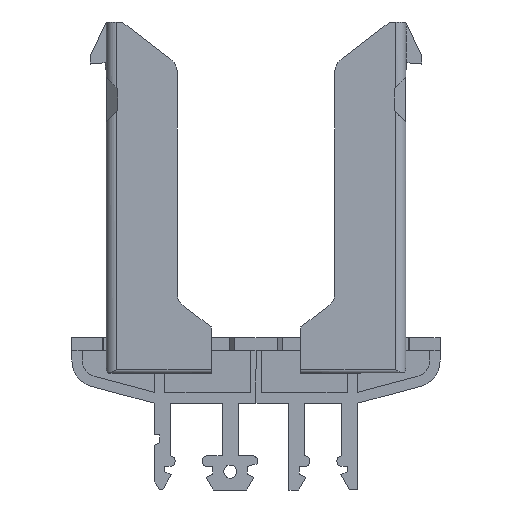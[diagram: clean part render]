
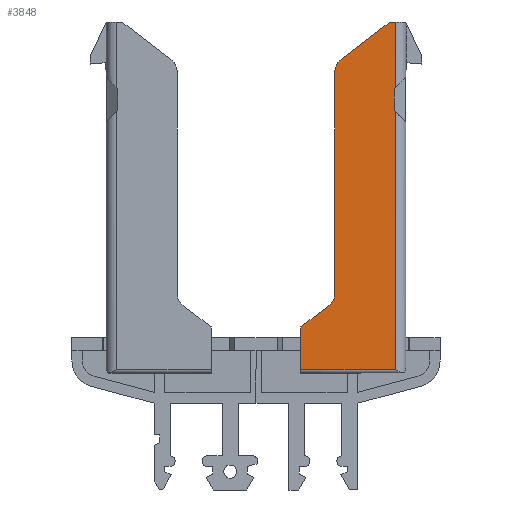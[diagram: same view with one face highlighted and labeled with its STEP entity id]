
A CAD part, front view. The second image highlights one B-rep face of the part: STEP entity #3848.
In plain terms, the highlighted planar face has unit normal (0, -1, 0).
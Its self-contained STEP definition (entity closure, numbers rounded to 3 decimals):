
#3433=CIRCLE('',#16651,3.);
#3435=CIRCLE('',#16655,3.);
#3848=ADVANCED_FACE('',(#5060),#4462,.T.);
#4462=PLANE('',#16676);
#5060=FACE_OUTER_BOUND('',#5689,.T.);
#5689=EDGE_LOOP('',(#7955,#7956,#7957,#7958,#7959,#7960,#7961,#7962,#7963,
#7964,#7965,#7966,#7967));
#7955=ORIENTED_EDGE('',*,*,#11714,.T.);
#7956=ORIENTED_EDGE('',*,*,#11784,.T.);
#7957=ORIENTED_EDGE('',*,*,#11783,.F.);
#7958=ORIENTED_EDGE('',*,*,#11775,.T.);
#7959=ORIENTED_EDGE('',*,*,#11774,.T.);
#7960=ORIENTED_EDGE('',*,*,#11739,.F.);
#7961=ORIENTED_EDGE('',*,*,#11736,.F.);
#7962=ORIENTED_EDGE('',*,*,#11733,.F.);
#7963=ORIENTED_EDGE('',*,*,#11732,.T.);
#7964=ORIENTED_EDGE('',*,*,#11744,.T.);
#7965=ORIENTED_EDGE('',*,*,#11727,.T.);
#7966=ORIENTED_EDGE('',*,*,#11721,.F.);
#7967=ORIENTED_EDGE('',*,*,#11718,.T.);
#10223=VERTEX_POINT('',#22556);
#10225=VERTEX_POINT('',#22560);
#10228=VERTEX_POINT('',#22570);
#10230=VERTEX_POINT('',#22576);
#10233=VERTEX_POINT('',#22602);
#10235=VERTEX_POINT('',#22607);
#10237=VERTEX_POINT('',#22611);
#10238=VERTEX_POINT('',#22615);
#10240=VERTEX_POINT('',#22621);
#10242=VERTEX_POINT('',#22627);
#10263=VERTEX_POINT('',#22693);
#10264=VERTEX_POINT('',#22697);
#10267=VERTEX_POINT('',#22707);
#11714=EDGE_CURVE('',#10223,#10225,#13411,.T.);
#11718=EDGE_CURVE('',#10228,#10223,#13415,.T.);
#11721=EDGE_CURVE('',#10228,#10230,#13417,.T.);
#11727=EDGE_CURVE('',#10233,#10230,#13421,.T.);
#11732=EDGE_CURVE('',#10235,#10237,#13425,.T.);
#11733=EDGE_CURVE('',#10235,#10238,#3433,.T.);
#11736=EDGE_CURVE('',#10238,#10240,#13427,.T.);
#11739=EDGE_CURVE('',#10240,#10242,#3435,.T.);
#11744=EDGE_CURVE('',#10237,#10233,#13433,.T.);
#11774=EDGE_CURVE('',#10263,#10242,#13460,.T.);
#11775=EDGE_CURVE('',#10264,#10263,#13461,.T.);
#11783=EDGE_CURVE('',#10264,#10267,#13467,.T.);
#11784=EDGE_CURVE('',#10225,#10267,#13468,.T.);
#13411=LINE('',#22561,#15020);
#13415=LINE('',#22569,#15024);
#13417=LINE('',#22575,#15026);
#13421=LINE('',#22601,#15030);
#13425=LINE('',#22612,#15034);
#13427=LINE('',#22620,#15036);
#13433=LINE('',#22635,#15042);
#13460=LINE('',#22694,#15069);
#13461=LINE('',#22696,#15070);
#13467=LINE('',#22710,#15076);
#13468=LINE('',#22712,#15077);
#15020=VECTOR('',#18661,1.);
#15024=VECTOR('',#18669,1.);
#15026=VECTOR('',#18675,1.);
#15030=VECTOR('',#18685,1.);
#15034=VECTOR('',#18693,1.);
#15036=VECTOR('',#18703,1.);
#15042=VECTOR('',#18717,1.);
#15069=VECTOR('',#18770,1.);
#15070=VECTOR('',#18773,1.);
#15076=VECTOR('',#18785,1.);
#15077=VECTOR('',#18788,1.);
#16651=AXIS2_PLACEMENT_3D('',#22614,#18696,#18697);
#16655=AXIS2_PLACEMENT_3D('',#22626,#18708,#18709);
#16676=AXIS2_PLACEMENT_3D('',#22713,#18789,#18790);
#18661=DIRECTION('',(0.,0.,1.));
#18669=DIRECTION('',(-0.707,0.,0.707));
#18675=DIRECTION('',(0.,0.,-1.));
#18685=DIRECTION('',(1.,0.,0.));
#18693=DIRECTION('',(-0.799,0.,-0.602));
#18696=DIRECTION('',(0.,-1.,0.));
#18697=DIRECTION('',(0.,0.,-1.));
#18703=DIRECTION('',(0.,0.,1.));
#18708=DIRECTION('',(0.,1.,0.));
#18709=DIRECTION('',(0.,0.,-1.));
#18717=DIRECTION('',(0.,0.,-1.));
#18770=DIRECTION('',(-0.795,0.,-0.606));
#18773=DIRECTION('',(-1.,0.,0.));
#18785=DIRECTION('',(0.,0.,-1.));
#18788=DIRECTION('',(0.707,0.,0.707));
#18789=DIRECTION('',(0.,-1.,0.));
#18790=DIRECTION('',(1.,0.,0.));
#22556=CARTESIAN_POINT('',(26.3,-19.1,-7.3));
#22560=CARTESIAN_POINT('',(26.3,-19.1,-3.2));
#22561=CARTESIAN_POINT('',(26.3,-19.1,-3.17));
#22569=CARTESIAN_POINT('',(26.5,-19.1,-7.5));
#22570=CARTESIAN_POINT('',(26.5,-19.1,-7.5));
#22575=CARTESIAN_POINT('',(26.5,-19.1,-7.5));
#22576=CARTESIAN_POINT('',(26.5,-19.1,-56.651));
#22601=CARTESIAN_POINT('',(9.5,-19.1,-56.651));
#22602=CARTESIAN_POINT('',(8.5,-19.1,-56.651));
#22607=CARTESIAN_POINT('',(13.805,-19.1,-44.502));
#22611=CARTESIAN_POINT('',(8.5,-19.1,-48.5));
#22612=CARTESIAN_POINT('',(13.925,-19.1,-44.412));
#22614=CARTESIAN_POINT('',(12.,-19.1,-42.106));
#22615=CARTESIAN_POINT('',(15.,-19.1,-42.106));
#22620=CARTESIAN_POINT('',(15.,-19.1,-48.5));
#22621=CARTESIAN_POINT('',(15.,-19.1,0.015));
#22626=CARTESIAN_POINT('',(18.,-19.1,0.015));
#22627=CARTESIAN_POINT('',(16.182,-19.1,2.402));
#22635=CARTESIAN_POINT('',(8.5,-19.1,-57.47));
#22693=CARTESIAN_POINT('',(25.5,-19.1,9.5));
#22694=CARTESIAN_POINT('',(25.5,-19.1,9.5));
#22696=CARTESIAN_POINT('',(7.4,-19.1,9.5));
#22697=CARTESIAN_POINT('',(26.5,-19.1,9.5));
#22707=CARTESIAN_POINT('',(26.5,-19.1,-3.));
#22710=CARTESIAN_POINT('',(26.5,-19.1,9.005));
#22712=CARTESIAN_POINT('',(26.,-19.1,-3.5));
#22713=CARTESIAN_POINT('',(7.4,-19.1,-56.851));
